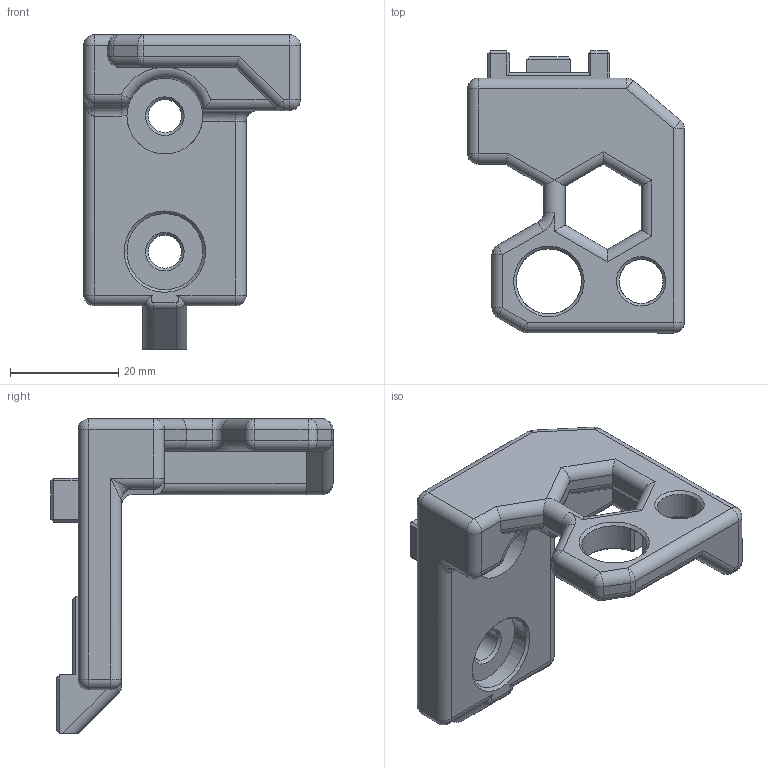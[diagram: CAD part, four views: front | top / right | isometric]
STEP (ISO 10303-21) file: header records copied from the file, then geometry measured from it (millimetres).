
FILE_DESCRIPTION(/* description */ (''),/* implementation_level */ '2;1');
FILE_NAME(/* name */ 'Z-TopMount-Right-1x-2.0.step',/* time_stamp */ '2018-03-11T00:52:22+01:00',/* author */ (''),/* organization */ (''),/* preprocessor_version */ 'ST-DEVELOPER v16.13',/* originating_system */ 'Autodesk Translation Framework v6.5.0.72',/* authorisation */ '');
FILE_SCHEMA (('AUTOMOTIVE_DESIGN { 1 0 10303 214 3 1 1 }'));
Length unit declared in the file: millimetre
Products named in the file (1): Z-TopMount-1x-1(Mirror)
Bounding box: 40 x 52 x 58 mm (x, y, z)
Volume: 20494.3 mm3; surface area: 8668.8 mm2
Topology: 1 solids, 1 shells, 207 faces, 476 edges, 264 vertices
Faces by surface type: plane 99, cylinder 66, sphere 19, cone 10, bspline 8, torus 5
Full cylindrical faces by diameter (mm): 6.1 x2, 8.1 x1, 12 x1, 14 x2
Entity records: 6156 total; most frequent: CARTESIAN_POINT 1466, DIRECTION 1005, ORIENTED_EDGE 946, EDGE_CURVE 473, AXIS2_PLACEMENT_3D 354, LINE 297, VECTOR 297, VERTEX_POINT 264
